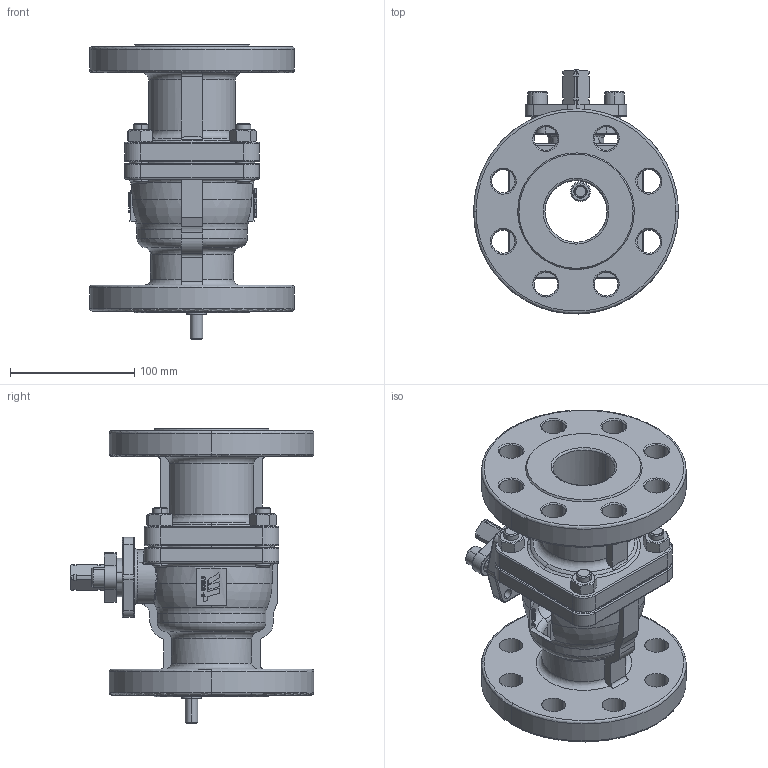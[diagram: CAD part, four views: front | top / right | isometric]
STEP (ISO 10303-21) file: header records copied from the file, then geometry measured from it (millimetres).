
FILE_DESCRIPTION (( 'STEP AP214' ), '1' );
FILE_NAME ('FM-F3-0200-XXX.step', '2019-10-30T12:40:17', ( '' ), ( '' ), 'SwSTEP 2.0', 'SolidWorks 2019', '' );
FILE_SCHEMA (( 'AUTOMOTIVE_DESIGN' ));
Length unit declared in the file: inch
Products named in the file (1): FM-F3-0200-XXX
Bounding box: 165 x 196.47 x 237.13 mm (x, y, z)
Surface area: 225989.3 mm2 (no closed solid volume)
Topology: 0 solids, 31 shells, 588 faces, 1600 edges, 1022 vertices
Faces by surface type: cylinder 187, plane 182, cone 92, torus 83, bspline 44
Entity records: 40286 total; most frequent: CARTESIAN_POINT 21061, ORIENTED_EDGE 2866, EDGE_CURVE 1594, B_SPLINE_CURVE_WITH_KNOTS 1463, DIRECTION 1266, VERTEX_POINT 1022, EDGE_LOOP 675, AXIS2_PLACEMENT_3D 597
